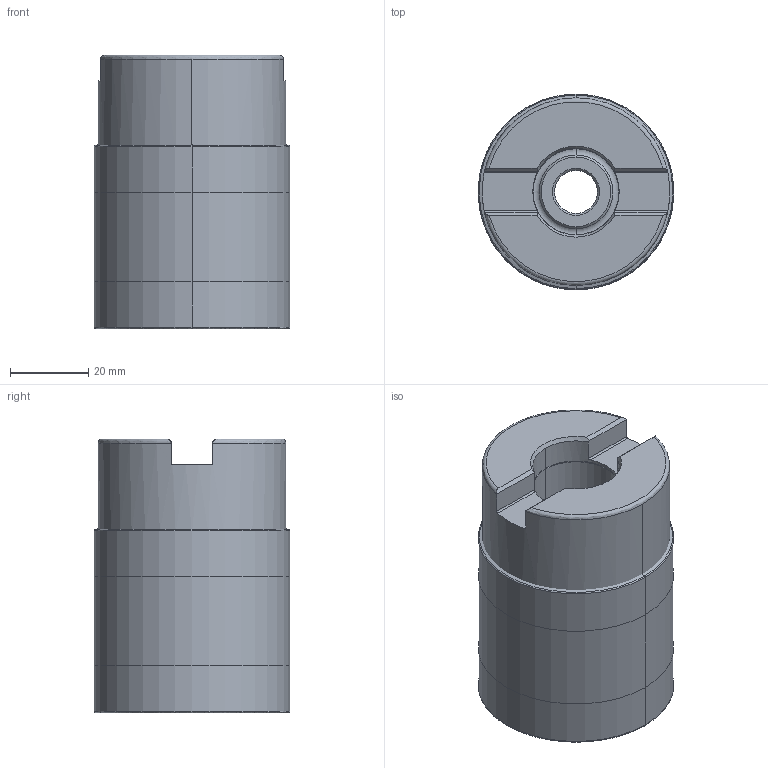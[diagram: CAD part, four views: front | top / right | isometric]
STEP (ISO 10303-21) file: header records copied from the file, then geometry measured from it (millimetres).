
FILE_DESCRIPTION((''),'2;1');
FILE_NAME('22J3R050046F1R00','2018-10-15T',('thielmann'),(''),'CREO PARAMETRIC BY PTC INC, 2017020','CREO PARAMETRIC BY PTC INC, 2017020','');
FILE_SCHEMA(('AUTOMOTIVE_DESIGN { 1 0 10303 214 1 1 1 1 }'));
Length unit declared in the file: millimetre
Products named in the file (3): NOCUT; CUT; 22J3R050046F1R00
Assembly tree (2 placements, depth 2):
  22J3R050046F1R00
    NOCUT
    CUT
Bounding box: 50 x 50 x 70 mm (x, y, z)
Volume: 160652.1 mm3; surface area: 31910.6 mm2
Topology: 2 solids, 2 shells, 98 faces, 218 edges, 124 vertices
Faces by surface type: revolution 28, cylinder 22, torus 18, plane 16, cone 14
Entity records: 5832 total; most frequent: CARTESIAN_POINT 2331, DIRECTION 491, ORIENTED_EDGE 436, PRESENTATION_STYLE_ASSIGNMENT 236, STYLED_ITEM 236, CURVE_STYLE 234, EDGE_CURVE 218, AXIS2_PLACEMENT_3D 203
